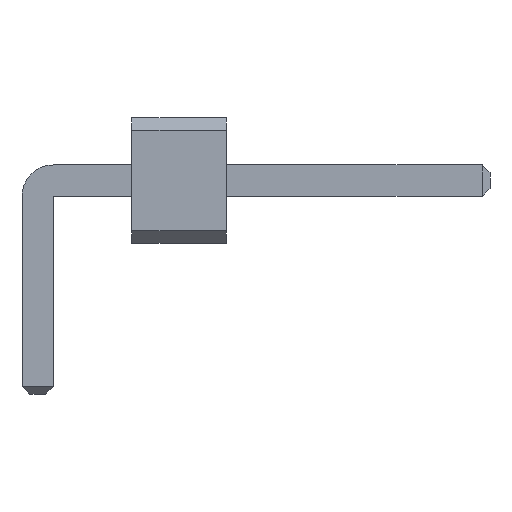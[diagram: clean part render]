
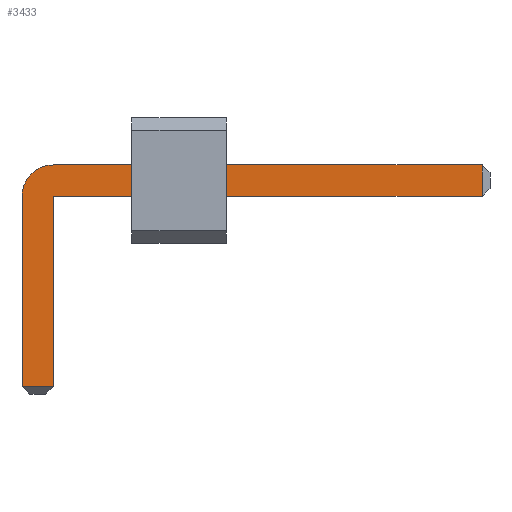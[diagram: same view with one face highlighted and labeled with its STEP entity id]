
A CAD part, front view. The second image highlights one B-rep face of the part: STEP entity #3433.
In plain terms, the highlighted planar face has unit normal (0, -1, 0).
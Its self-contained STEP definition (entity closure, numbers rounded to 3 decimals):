
#13=DIRECTION('',(0.,0.,1.));
#27=VECTOR('',#28,1.);
#28=DIRECTION('',(1.,0.,0.));
#1531=VECTOR('',#13,1.);
#1573=DIRECTION('',(0.,1.,0.));
#3247=VECTOR('',#3248,1.);
#3248=DIRECTION('',(0.,0.,-1.));
#3255=VECTOR('',#3256,1.);
#3256=DIRECTION('',(-1.,0.,0.));
#3277=DIRECTION('',(-0.,1.,0.));
#3287=VERTEX_POINT('',#3288);
#3288=CARTESIAN_POINT('',(0.25,-50.25,1.25));
#3290=ORIENTED_EDGE('',*,*,#3291,.T.);
#3291=EDGE_CURVE('',#3287,#3292,#3294,.T.);
#3292=VERTEX_POINT('',#3293);
#3293=CARTESIAN_POINT('',(7.075,-50.25,1.25));
#3294=LINE('',#3295,#27);
#3295=CARTESIAN_POINT('',(-0.25,-50.25,1.25));
#3331=EDGE_CURVE('',#3332,#3287,#3334,.T.);
#3332=VERTEX_POINT('',#3333);
#3333=CARTESIAN_POINT('',(-0.25,-50.25,0.75));
#3334=CIRCLE('',#3335,0.5);
#3335=AXIS2_PLACEMENT_3D('',#3336,#3277,#3248);
#3336=CARTESIAN_POINT('',(0.25,-50.25,0.75));
#3348=VERTEX_POINT('',#3349);
#3349=CARTESIAN_POINT('',(7.075,-50.25,0.75));
#3351=ORIENTED_EDGE('',*,*,#3352,.T.);
#3352=EDGE_CURVE('',#3348,#3353,#3354,.T.);
#3353=VERTEX_POINT('',#3336);
#3354=LINE('',#3355,#3255);
#3355=CARTESIAN_POINT('',(7.2,-50.25,0.75));
#3367=VERTEX_POINT('',#3368);
#3368=CARTESIAN_POINT('',(-0.25,-50.25,-2.275));
#3370=ORIENTED_EDGE('',*,*,#3371,.T.);
#3371=EDGE_CURVE('',#3367,#3332,#3372,.T.);
#3372=LINE('',#3373,#1531);
#3373=CARTESIAN_POINT('',(-0.25,-50.25,-2.4));
#3381=ORIENTED_EDGE('',*,*,#3382,.T.);
#3382=EDGE_CURVE('',#3353,#3383,#3385,.T.);
#3383=VERTEX_POINT('',#3384);
#3384=CARTESIAN_POINT('',(0.25,-50.25,-2.275));
#3385=LINE('',#3336,#3247);
#3433=ADVANCED_FACE('',(#3434),#3443,.F.);
#3434=FACE_BOUND('',#3435,.F.);
#3435=EDGE_LOOP('',(#3290,#3436,#3351,#3381,#3439,#3370,#3442));
#3436=ORIENTED_EDGE('',*,*,#3437,.T.);
#3437=EDGE_CURVE('',#3292,#3348,#3438,.T.);
#3438=LINE('',#3293,#3247);
#3439=ORIENTED_EDGE('',*,*,#3440,.T.);
#3440=EDGE_CURVE('',#3383,#3367,#3441,.T.);
#3441=LINE('',#3384,#3255);
#3442=ORIENTED_EDGE('',*,*,#3331,.T.);
#3443=PLANE('',#3444);
#3444=AXIS2_PLACEMENT_3D('',#3445,#1573,#13);
#3445=CARTESIAN_POINT('',(2.489,-50.25,0.411));
